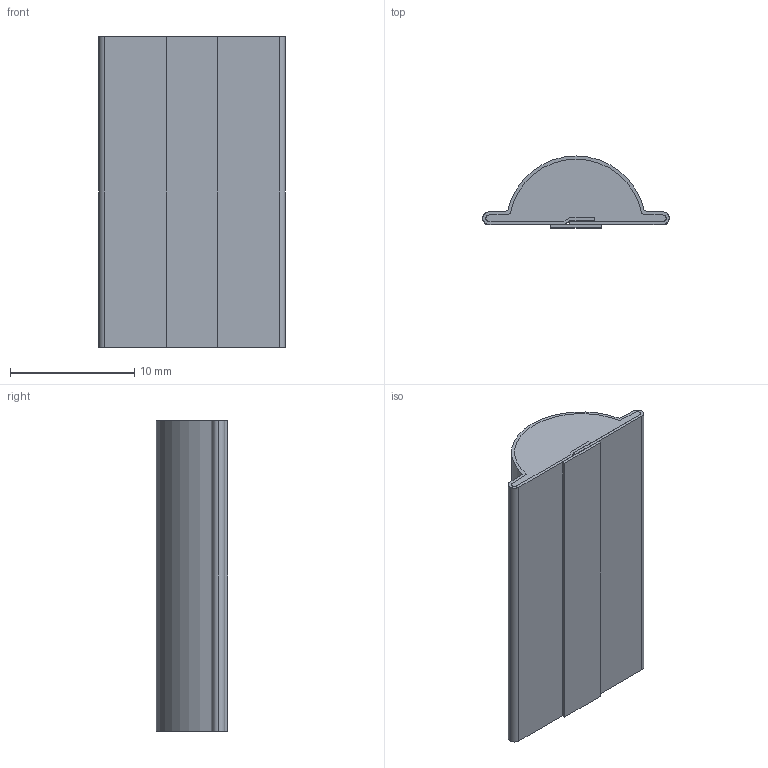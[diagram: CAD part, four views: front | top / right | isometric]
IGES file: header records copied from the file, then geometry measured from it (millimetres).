
Start section: SolidWorks IGES file using analytic representation for surfaces
Global section: file name: ER8.IGS; native system: SolidWorks 2011; preprocessor: SolidWorks 2011; author: bpuff; date: 120802.140923; units: millimetre
Bounding box: 15 x 5.75 x 25 mm (x, y, z)
Surface area: 3028.8 mm2 (no closed solid volume)
Topology: 0 solids, 0 shells, 43 faces, 390 edges, 390 vertices
Faces by surface type: bspline 31, revolution 12
